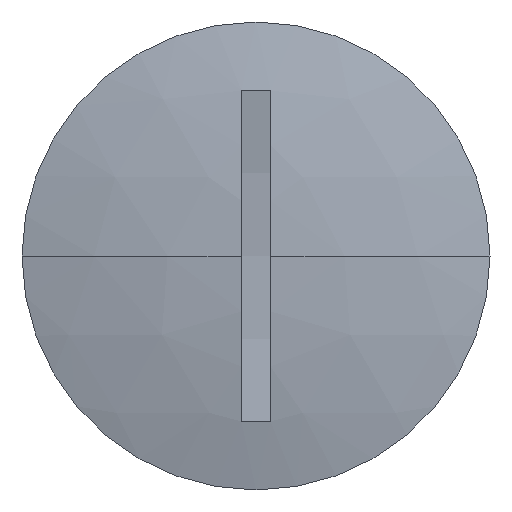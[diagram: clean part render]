
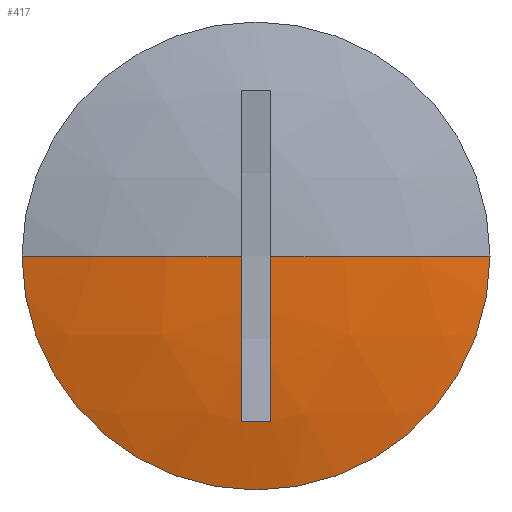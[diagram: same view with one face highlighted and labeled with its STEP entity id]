
A CAD part, left-side view. The second image highlights one B-rep face of the part: STEP entity #417.
In plain terms, the highlighted spherical face has radius 48.568 mm.
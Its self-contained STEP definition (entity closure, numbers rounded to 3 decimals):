
#1 = ORIENTED_EDGE ( 'NONE', *, *, #300, .F. ) ;
#6 = EDGE_CURVE ( 'NONE', #407, #403, #189, .T. ) ;
#7 = CIRCLE ( 'NONE', #80, 48.568 ) ;
#19 = CARTESIAN_POINT ( 'NONE',  ( -8.257, -0.25, -8.506 ) ) ;
#22 = DIRECTION ( 'NONE',  ( 0., -1., 0. ) ) ;
#47 = DIRECTION ( 'NONE',  ( 0., 0., 1. ) ) ;
#53 = CARTESIAN_POINT ( 'NONE',  ( 39.562, -0.75, 0. ) ) ;
#56 = DIRECTION ( 'NONE',  ( -1., 0., 0. ) ) ;
#69 = CARTESIAN_POINT ( 'NONE',  ( -8.257, 0.25, -8.506 ) ) ;
#70 = AXIS2_PLACEMENT_3D ( 'NONE', #218, #304, #227 ) ;
#80 = AXIS2_PLACEMENT_3D ( 'NONE', #225, #221, #223 ) ;
#90 = CIRCLE ( 'NONE', #229, 48.568 ) ;
#91 = CARTESIAN_POINT ( 'NONE',  ( -8.253, 0.75, -8.484 ) ) ;
#103 = CARTESIAN_POINT ( 'NONE',  ( 39.562, 0.75, 0. ) ) ;
#117 = CARTESIAN_POINT ( 'NONE',  ( -8.253, -0.75, -8.484 ) ) ;
#152 = CARTESIAN_POINT ( 'NONE',  ( -9., 0.75, 0. ) ) ;
#156 = CARTESIAN_POINT ( 'NONE',  ( -9., -0.75, 0. ) ) ;
#189 = CIRCLE ( 'NONE', #351, 12. ) ;
#199 = CARTESIAN_POINT ( 'NONE',  ( -8.253, -0.75, -8.484 ) ) ;
#203 = ORIENTED_EDGE ( 'NONE', *, *, #409, .T. ) ;
#214 = CARTESIAN_POINT ( 'NONE',  ( -8.253, 0.75, -8.484 ) ) ;
#218 = CARTESIAN_POINT ( 'NONE',  ( 39.562, 0., 0. ) ) ;
#221 = DIRECTION ( 'NONE',  ( 0., 0., -1. ) ) ;
#223 = DIRECTION ( 'NONE',  ( 0., 1., 0. ) ) ;
#225 = CARTESIAN_POINT ( 'NONE',  ( 39.562, 0., 0. ) ) ;
#227 = DIRECTION ( 'NONE',  ( 0., 1., 0. ) ) ;
#229 = AXIS2_PLACEMENT_3D ( 'NONE', #249, #252, #274 ) ;
#233 = DIRECTION ( 'NONE',  ( 0., -1., 0. ) ) ;
#234 = CARTESIAN_POINT ( 'NONE',  ( -7.5, -12., 0. ) ) ;
#245 = DIRECTION ( 'NONE',  ( 0., 0., 1. ) ) ;
#249 = CARTESIAN_POINT ( 'NONE',  ( 39.562, 0., 0. ) ) ;
#251 = EDGE_CURVE ( 'NONE', #372, #355, #279, .T. ) ;
#252 = DIRECTION ( 'NONE',  ( 0., 0., 1. ) ) ;
#253 = AXIS2_PLACEMENT_3D ( 'NONE', #103, #254, #245 ) ;
#254 = DIRECTION ( 'NONE',  ( 0., -1., 0. ) ) ;
#259 = CARTESIAN_POINT ( 'NONE',  ( -7.5, 12., 0. ) ) ;
#273 = EDGE_CURVE ( 'NONE', #423, #355, #305, .T. ) ;
#274 = DIRECTION ( 'NONE',  ( 1., 0., 0. ) ) ;
#276 = AXIS2_PLACEMENT_3D ( 'NONE', #53, #22, #47 ) ;
#279 = CIRCLE ( 'NONE', #276, 48.562 ) ;
#298 = EDGE_CURVE ( 'NONE', #375, #423, #366, .T. ) ;
#300 = EDGE_CURVE ( 'NONE', #407, #375, #90, .T. ) ;
#303 = CARTESIAN_POINT ( 'NONE',  ( -7.5, 0., 0. ) ) ;
#304 = DIRECTION ( 'NONE',  ( 0., 0., -1. ) ) ;
#305 = B_SPLINE_CURVE_WITH_KNOTS ( 'NONE', 3,
 ( #91, #69, #19, #117 ),
 .UNSPECIFIED., .F., .F.,
 ( 4, 4 ),
 ( 0., 0.002 ),
 .UNSPECIFIED. ) ;
#319 = ORIENTED_EDGE ( 'NONE', *, *, #273, .F. ) ;
#350 = ORIENTED_EDGE ( 'NONE', *, *, #298, .F. ) ;
#351 = AXIS2_PLACEMENT_3D ( 'NONE', #303, #56, #233 ) ;
#355 = VERTEX_POINT ( 'NONE', #199 ) ;
#361 = SPHERICAL_SURFACE ( 'NONE', #70, 48.568 ) ;
#366 = CIRCLE ( 'NONE', #253, 48.562 ) ;
#372 = VERTEX_POINT ( 'NONE', #156 ) ;
#374 = EDGE_LOOP ( 'NONE', ( #387, #203, #421, #319, #350, #1 ) ) ;
#375 = VERTEX_POINT ( 'NONE', #152 ) ;
#387 = ORIENTED_EDGE ( 'NONE', *, *, #6, .T. ) ;
#394 = FACE_OUTER_BOUND ( 'NONE', #374, .T. ) ;
#403 = VERTEX_POINT ( 'NONE', #234 ) ;
#407 = VERTEX_POINT ( 'NONE', #259 ) ;
#409 = EDGE_CURVE ( 'NONE', #403, #372, #7, .T. ) ;
#417 = ADVANCED_FACE ( 'NONE', ( #394 ), #361, .T. ) ;
#421 = ORIENTED_EDGE ( 'NONE', *, *, #251, .T. ) ;
#423 = VERTEX_POINT ( 'NONE', #214 ) ;
